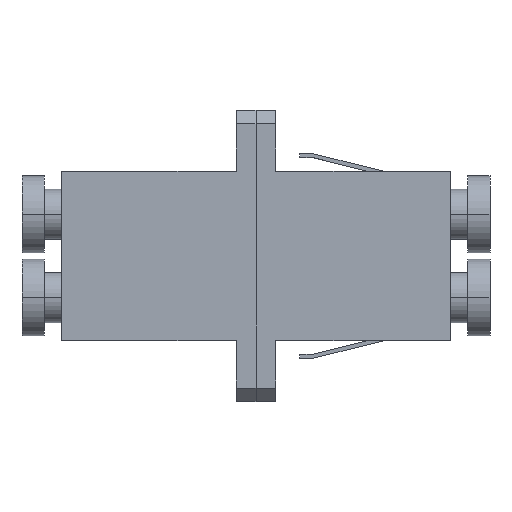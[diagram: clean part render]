
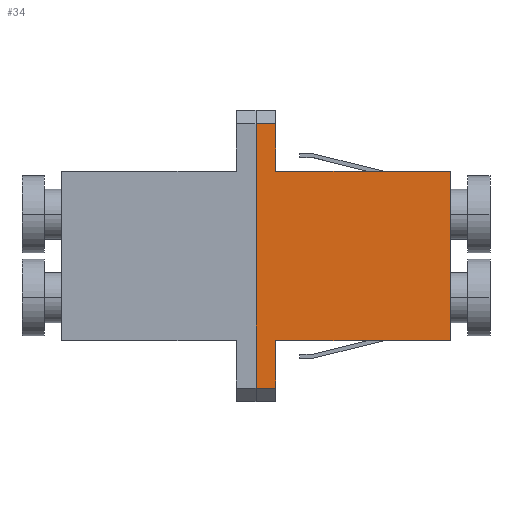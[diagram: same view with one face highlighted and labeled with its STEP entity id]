
A CAD part, top view. The second image highlights one B-rep face of the part: STEP entity #34.
In plain terms, the highlighted planar face has unit normal (0, 0, 1).
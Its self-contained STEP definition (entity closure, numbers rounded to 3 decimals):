
#27 = EDGE_CURVE ( 'NONE', #489, #7402, #7823, .T. ) ;
#34 = ADVANCED_FACE ( 'NONE', ( #6122 ), #2505, .T. ) ;
#130 = CARTESIAN_POINT ( 'NONE',  ( 0., -6.4, 4.65 ) ) ;
#154 = CARTESIAN_POINT ( 'NONE',  ( 1.5, 6.4, 4.65 ) ) ;
#330 = VECTOR ( 'NONE', #7542, 1000. ) ;
#339 = DIRECTION ( 'NONE',  ( -1., 0., 0. ) ) ;
#481 = DIRECTION ( 'NONE',  ( -1., 0., 0. ) ) ;
#489 = VERTEX_POINT ( 'NONE', #4442 ) ;
#507 = VERTEX_POINT ( 'NONE', #3799 ) ;
#580 = VERTEX_POINT ( 'NONE', #3880 ) ;
#844 = LINE ( 'NONE', #2097, #2749 ) ;
#1001 = ORIENTED_EDGE ( 'NONE', *, *, #27, .F. ) ;
#1044 = ORIENTED_EDGE ( 'NONE', *, *, #6610, .F. ) ;
#1232 = VECTOR ( 'NONE', #3310, 1000. ) ;
#1306 = EDGE_CURVE ( 'NONE', #4671, #3791, #3319, .T. ) ;
#1614 = VECTOR ( 'NONE', #481, 1000. ) ;
#2097 = CARTESIAN_POINT ( 'NONE',  ( 1.5, -11., 4.65 ) ) ;
#2117 = VERTEX_POINT ( 'NONE', #4030 ) ;
#2505 = PLANE ( 'NONE',  #5557 ) ;
#2512 = CARTESIAN_POINT ( 'NONE',  ( 14.7, -6.4, 4.65 ) ) ;
#2749 = VECTOR ( 'NONE', #6552, 1000. ) ;
#2753 = EDGE_LOOP ( 'NONE', ( #1001, #1044, #5890, #4013, #5493, #6804, #7835, #3408 ) ) ;
#2975 = LINE ( 'NONE', #130, #6155 ) ;
#3127 = VECTOR ( 'NONE', #339, 1000. ) ;
#3181 = DIRECTION ( 'NONE',  ( -1., 0., 0. ) ) ;
#3310 = DIRECTION ( 'NONE',  ( 0., -1., 0. ) ) ;
#3317 = DIRECTION ( 'NONE',  ( 0., -1., 0. ) ) ;
#3319 = LINE ( 'NONE', #6230, #1614 ) ;
#3321 = LINE ( 'NONE', #7978, #3127 ) ;
#3408 = ORIENTED_EDGE ( 'NONE', *, *, #3622, .F. ) ;
#3539 = CARTESIAN_POINT ( 'NONE',  ( 14.7, 6.4, 4.65 ) ) ;
#3622 = EDGE_CURVE ( 'NONE', #7402, #507, #4387, .T. ) ;
#3638 = CARTESIAN_POINT ( 'NONE',  ( 1.5, -11., 4.65 ) ) ;
#3726 = CARTESIAN_POINT ( 'NONE',  ( 14.7, 10., 4.65 ) ) ;
#3791 = VERTEX_POINT ( 'NONE', #154 ) ;
#3799 = CARTESIAN_POINT ( 'NONE',  ( 0., -10., 4.65 ) ) ;
#3880 = CARTESIAN_POINT ( 'NONE',  ( 14.7, -6.4, 4.65 ) ) ;
#4013 = ORIENTED_EDGE ( 'NONE', *, *, #1306, .T. ) ;
#4030 = CARTESIAN_POINT ( 'NONE',  ( 0., 10., 4.65 ) ) ;
#4387 = LINE ( 'NONE', #6994, #7765 ) ;
#4442 = CARTESIAN_POINT ( 'NONE',  ( 1.5, -6.4, 4.65 ) ) ;
#4472 = EDGE_CURVE ( 'NONE', #2117, #507, #2975, .T. ) ;
#4671 = VERTEX_POINT ( 'NONE', #3539 ) ;
#4872 = CARTESIAN_POINT ( 'NONE',  ( 1.5, -10., 4.65 ) ) ;
#5021 = DIRECTION ( 'NONE',  ( 0., -1., 0. ) ) ;
#5029 = LINE ( 'NONE', #3726, #330 ) ;
#5326 = EDGE_CURVE ( 'NONE', #8160, #3791, #844, .T. ) ;
#5493 = ORIENTED_EDGE ( 'NONE', *, *, #5326, .F. ) ;
#5557 = AXIS2_PLACEMENT_3D ( 'NONE', #8230, #8256, #8207 ) ;
#5823 = VECTOR ( 'NONE', #5021, 1000. ) ;
#5890 = ORIENTED_EDGE ( 'NONE', *, *, #8104, .F. ) ;
#6122 = FACE_OUTER_BOUND ( 'NONE', #2753, .T. ) ;
#6155 = VECTOR ( 'NONE', #3317, 1000. ) ;
#6172 = EDGE_CURVE ( 'NONE', #2117, #8160, #5029, .T. ) ;
#6230 = CARTESIAN_POINT ( 'NONE',  ( 14.7, 6.4, 4.65 ) ) ;
#6404 = CARTESIAN_POINT ( 'NONE',  ( 1.5, 10., 4.65 ) ) ;
#6552 = DIRECTION ( 'NONE',  ( 0., -1., 0. ) ) ;
#6610 = EDGE_CURVE ( 'NONE', #580, #489, #3321, .T. ) ;
#6804 = ORIENTED_EDGE ( 'NONE', *, *, #6172, .F. ) ;
#6994 = CARTESIAN_POINT ( 'NONE',  ( 14.7, -10., 4.65 ) ) ;
#7402 = VERTEX_POINT ( 'NONE', #4872 ) ;
#7528 = LINE ( 'NONE', #2512, #5823 ) ;
#7542 = DIRECTION ( 'NONE',  ( 1., 0., 0. ) ) ;
#7765 = VECTOR ( 'NONE', #3181, 1000. ) ;
#7823 = LINE ( 'NONE', #3638, #1232 ) ;
#7835 = ORIENTED_EDGE ( 'NONE', *, *, #4472, .T. ) ;
#7978 = CARTESIAN_POINT ( 'NONE',  ( 14.7, -6.4, 4.65 ) ) ;
#8104 = EDGE_CURVE ( 'NONE', #4671, #580, #7528, .T. ) ;
#8160 = VERTEX_POINT ( 'NONE', #6404 ) ;
#8207 = DIRECTION ( 'NONE',  ( -1., 0., 0. ) ) ;
#8230 = CARTESIAN_POINT ( 'NONE',  ( 14.7, -6.4, 4.65 ) ) ;
#8256 = DIRECTION ( 'NONE',  ( 0., 0., 1. ) ) ;
